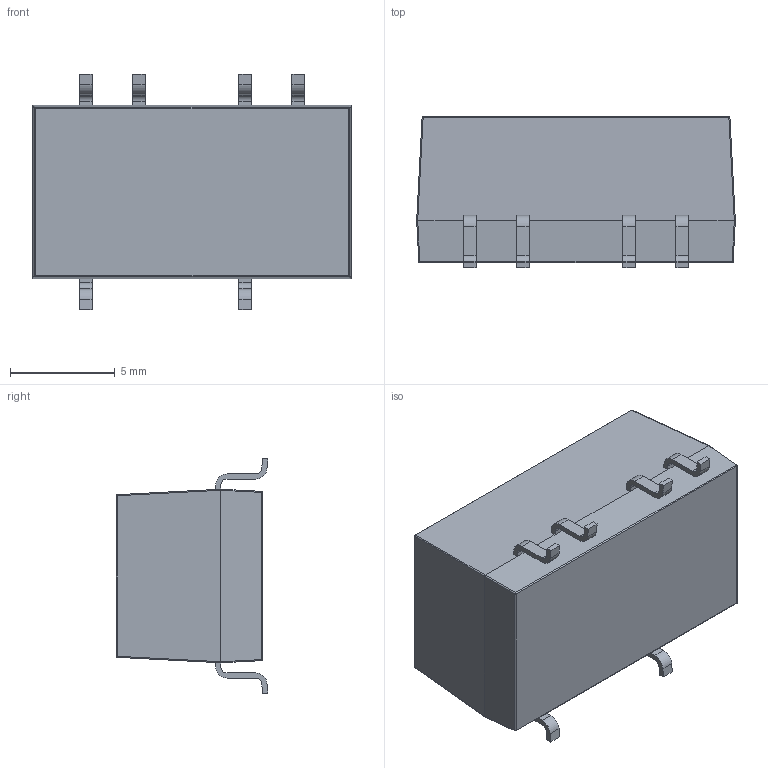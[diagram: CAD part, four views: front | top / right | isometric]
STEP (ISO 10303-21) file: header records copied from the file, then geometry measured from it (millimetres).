
FILE_DESCRIPTION (( 'STEP AP203' ), '1' );
FILE_NAME ('CUI_PDS1-S5-D24-M.step', '2017-08-13T04:29:37', ( '' ), ( '' ), 'SwSTEP 2.0', 'SolidWorks 2017', '' );
FILE_SCHEMA (( 'CONFIG_CONTROL_DESIGN' ));
Length unit declared in the file: millimetre
Products named in the file (1): CUI_PDS1-S5-D24-M
Bounding box: 15.24 x 7.25 x 11.24 mm (x, y, z)
Volume: 853 mm3; surface area: 591.8 mm2
Topology: 1 solids, 1 shells, 115 faces, 292 edges, 180 vertices
Faces by surface type: plane 65, cylinder 42, sphere 8
Entity records: 3487 total; most frequent: CARTESIAN_POINT 600, DIRECTION 596, ORIENTED_EDGE 584, EDGE_CURVE 292, VECTOR 212, LINE 212, AXIS2_PLACEMENT_3D 192, VERTEX_POINT 180
